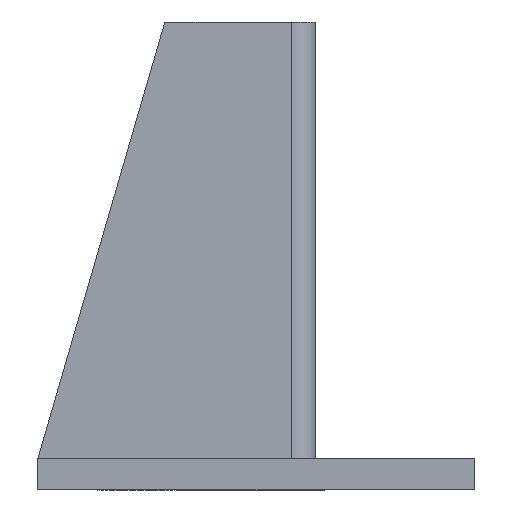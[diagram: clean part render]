
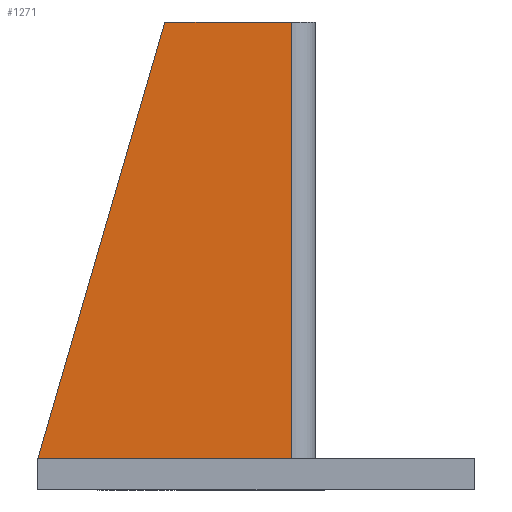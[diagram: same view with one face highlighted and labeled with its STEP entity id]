
A CAD part, left-side view. The second image highlights one B-rep face of the part: STEP entity #1271.
In plain terms, the highlighted planar face has unit normal (-1, 0, 0).
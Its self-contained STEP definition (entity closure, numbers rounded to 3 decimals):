
#876=CARTESIAN_POINT('',(-0.161,38.322,110.0));
#877=VERTEX_POINT('',#876);
#884=CARTESIAN_POINT('',(-0.161,6.322,110.0));
#885=VERTEX_POINT('',#884);
#886=CARTESIAN_POINT('',(-0.161,6.322,110.0));
#887=DIRECTION('',(0.0,1.0,0.0));
#888=VECTOR('',#887,32.0);
#889=LINE('',#886,#888);
#890=EDGE_CURVE('',#885,#877,#889,.T.);
#976=CARTESIAN_POINT('',(-0.161,6.322,0.0));
#977=VERTEX_POINT('',#976);
#985=CARTESIAN_POINT('',(-0.161,70.322,0.0));
#986=VERTEX_POINT('',#985);
#987=CARTESIAN_POINT('',(-0.161,70.322,0.0));
#988=DIRECTION('',(0.0,-1.0,0.0));
#989=VECTOR('',#988,64.0);
#990=LINE('',#987,#989);
#991=EDGE_CURVE('',#986,#977,#990,.T.);
#1238=CARTESIAN_POINT('',(-0.161,38.322,110.0));
#1239=DIRECTION('',(0.0,0.279,-0.96));
#1240=VECTOR('',#1239,114.56);
#1241=LINE('',#1238,#1240);
#1242=EDGE_CURVE('',#877,#986,#1241,.T.);
#1255=CARTESIAN_POINT('',(-0.161,6.322,0.0));
#1256=DIRECTION('',(-1.0,0.0,0.0));
#1257=DIRECTION('',(0.0,0.0,1.0));
#1258=AXIS2_PLACEMENT_3D('',#1255,#1256,#1257);
#1259=PLANE('',#1258);
#1260=ORIENTED_EDGE('',*,*,#1242,.T.);
#1261=ORIENTED_EDGE('',*,*,#991,.T.);
#1262=CARTESIAN_POINT('',(-0.161,6.322,0.0));
#1263=DIRECTION('',(0.0,0.0,1.0));
#1264=VECTOR('',#1263,110.0);
#1265=LINE('',#1262,#1264);
#1266=EDGE_CURVE('',#977,#885,#1265,.T.);
#1267=ORIENTED_EDGE('',*,*,#1266,.T.);
#1268=ORIENTED_EDGE('',*,*,#890,.T.);
#1269=EDGE_LOOP('',(#1260,#1261,#1267,#1268));
#1270=FACE_OUTER_BOUND('',#1269,.T.);
#1271=ADVANCED_FACE('',(#1270),#1259,.T.);
